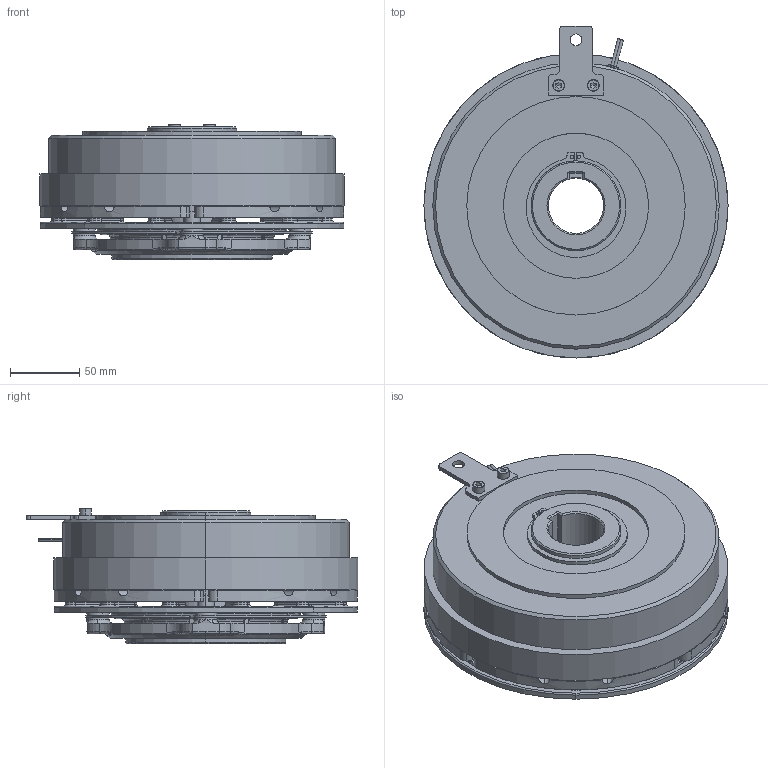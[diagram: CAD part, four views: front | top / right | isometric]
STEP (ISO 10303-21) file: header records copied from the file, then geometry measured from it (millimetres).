
FILE_DESCRIPTION (( 'STEP AP203' ), '1' );
FILE_NAME ('MSC20T.STEP', '2017-06-27T08:25:23', ( '新井重治' ), ( '小倉クラッチ' ), 'SwSTEP 2.0', 'SolidWorks 2009', '' );
FILE_SCHEMA (( 'CONFIG_CONTROL_DESIGN' ));
Products named in the file (1): MSC20T
Bounding box: 220 x 240 x 97.9 mm (x, y, z)
Volume: 2250032.9 mm3; surface area: 322694.7 mm2
Topology: 3 solids, 27 shells, 1694 faces, 4252 edges, 2664 vertices
Faces by surface type: cylinder 878, plane 465, torus 245, cone 74, bspline 32
Entity records: 57266 total; most frequent: CARTESIAN_POINT 15460, DIRECTION 9371, ORIENTED_EDGE 8464, EDGE_CURVE 4232, AXIS2_PLACEMENT_3D 3913, VERTEX_POINT 2664, CIRCLE 2250, EDGE_LOOP 1932
